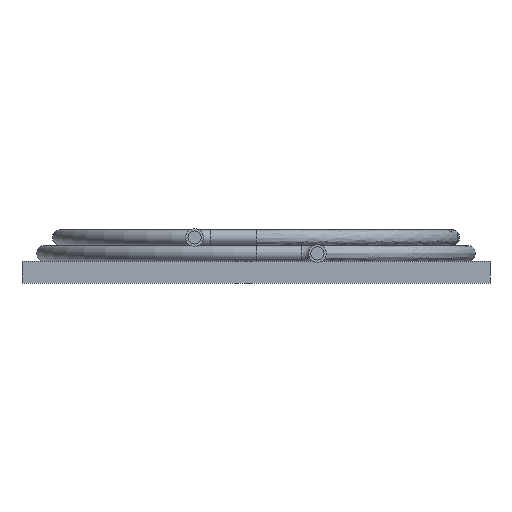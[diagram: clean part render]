
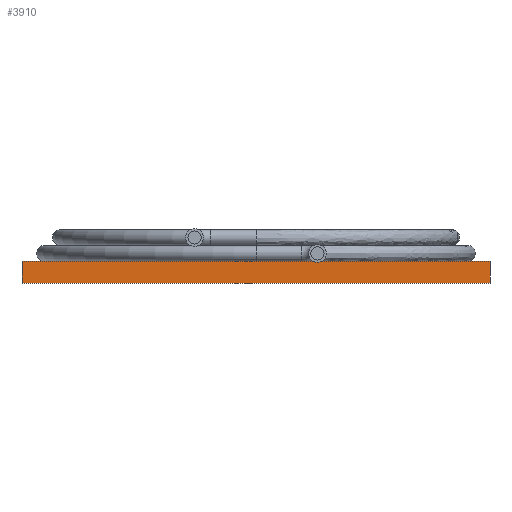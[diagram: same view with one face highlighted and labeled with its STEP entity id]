
A CAD part, front view. The second image highlights one B-rep face of the part: STEP entity #3910.
In plain terms, the highlighted face is planar.
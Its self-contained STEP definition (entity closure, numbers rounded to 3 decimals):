
#138=LINE('',#9147,#292);
#139=LINE('',#9150,#293);
#140=LINE('',#9152,#294);
#141=LINE('',#9154,#295);
#292=VECTOR('',#4534,1000.);
#293=VECTOR('',#4535,1000.);
#294=VECTOR('',#4536,1000.);
#295=VECTOR('',#4537,1000.);
#991=ORIENTED_EDGE('',*,*,#1530,.F.);
#992=ORIENTED_EDGE('',*,*,#1531,.F.);
#993=ORIENTED_EDGE('',*,*,#1532,.T.);
#994=ORIENTED_EDGE('',*,*,#1533,.T.);
#1530=EDGE_CURVE('',#1830,#1831,#138,.T.);
#1531=EDGE_CURVE('',#1832,#1830,#139,.T.);
#1532=EDGE_CURVE('',#1832,#1833,#140,.T.);
#1533=EDGE_CURVE('',#1833,#1831,#141,.T.);
#1830=VERTEX_POINT('',#9148);
#1831=VERTEX_POINT('',#9149);
#1832=VERTEX_POINT('',#9151);
#1833=VERTEX_POINT('',#9153);
#2115=EDGE_LOOP('',(#991,#992,#993,#994));
#2376=FACE_BOUND('',#2115,.T.);
#2518=PLANE('',#4111);
#3910=ADVANCED_FACE('',(#2376),#2518,.T.);
#4111=AXIS2_PLACEMENT_3D('',#9146,#4532,#4533);
#4532=DIRECTION('',(1.,0.,0.));
#4533=DIRECTION('',(0.,0.,-1.));
#4534=DIRECTION('',(0.,-1.,0.));
#4535=DIRECTION('',(0.,0.,-1.));
#4536=DIRECTION('',(0.,-1.,0.));
#4537=DIRECTION('',(0.,0.,-1.));
#9146=CARTESIAN_POINT('',(26.65,26.65,2.5));
#9147=CARTESIAN_POINT('',(26.65,26.65,0.));
#9148=CARTESIAN_POINT('',(26.65,26.65,0.));
#9149=CARTESIAN_POINT('',(26.65,-26.65,0.));
#9150=CARTESIAN_POINT('',(26.65,26.65,2.5));
#9151=CARTESIAN_POINT('',(26.65,26.65,2.5));
#9152=CARTESIAN_POINT('',(26.65,26.65,2.5));
#9153=CARTESIAN_POINT('',(26.65,-26.65,2.5));
#9154=CARTESIAN_POINT('',(26.65,-26.65,2.5));
